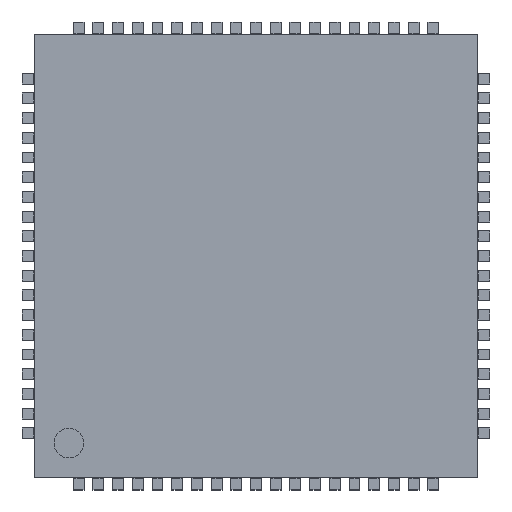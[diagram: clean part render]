
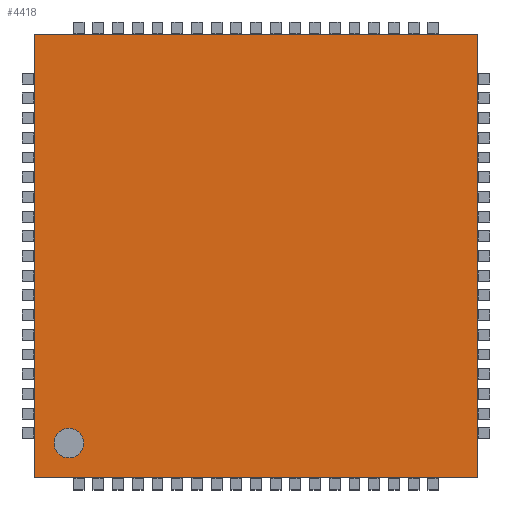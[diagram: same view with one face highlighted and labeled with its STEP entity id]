
A CAD part, top view. The second image highlights one B-rep face of the part: STEP entity #4418.
In plain terms, the highlighted planar face has unit normal (0, 0, 1).
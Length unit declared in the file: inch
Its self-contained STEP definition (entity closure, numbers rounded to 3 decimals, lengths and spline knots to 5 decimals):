
#8 = DIRECTION ( 'NONE',  ( 0., 1., 0. ) ) ;
#989 = CIRCLE ( 'NONE', #3131, 0.01181 ) ;
#1108 = EDGE_CURVE ( 'NONE', #2745, #19835, #14413, .T. ) ;
#1768 = VERTEX_POINT ( 'NONE', #14058 ) ;
#2036 = DIRECTION ( 'NONE',  ( 1., 0., 0. ) ) ;
#2456 = CARTESIAN_POINT ( 'NONE',  ( 0.17717, -0.17717, 0.03843 ) ) ;
#2745 = VERTEX_POINT ( 'NONE', #7441 ) ;
#3131 = AXIS2_PLACEMENT_3D ( 'NONE', #7499, #17641, #11643 ) ;
#3780 = LINE ( 'NONE', #12055, #12503 ) ;
#4411 = CARTESIAN_POINT ( 'NONE',  ( -0.17717, -0.17717, 0.03843 ) ) ;
#4418 = ADVANCED_FACE ( 'NONE', ( #10482, #12606 ), #14475, .T. ) ;
#5590 = AXIS2_PLACEMENT_3D ( 'NONE', #13571, #11573, #17831 ) ;
#5859 = ORIENTED_EDGE ( 'NONE', *, *, #14391, .F. ) ;
#6053 = CARTESIAN_POINT ( 'NONE',  ( 0.17717, -0.17717, 0.03843 ) ) ;
#6489 = EDGE_CURVE ( 'NONE', #19700, #9800, #20069, .T. ) ;
#7314 = ORIENTED_EDGE ( 'NONE', *, *, #20109, .F. ) ;
#7441 = CARTESIAN_POINT ( 'NONE',  ( -0.17717, -0.17717, 0.03843 ) ) ;
#7499 = CARTESIAN_POINT ( 'NONE',  ( -0.14961, -0.14961, 0.03843 ) ) ;
#8472 = CARTESIAN_POINT ( 'NONE',  ( -0.17717, -0.17717, 0.03843 ) ) ;
#9800 = VERTEX_POINT ( 'NONE', #23707 ) ;
#10482 = FACE_OUTER_BOUND ( 'NONE', #22819, .T. ) ;
#11573 = DIRECTION ( 'NONE',  ( 0., 0., 1. ) ) ;
#11643 = DIRECTION ( 'NONE',  ( 1., 0., 0. ) ) ;
#12055 = CARTESIAN_POINT ( 'NONE',  ( -0.17717, 0.17717, 0.03843 ) ) ;
#12503 = VECTOR ( 'NONE', #2036, 39.37008 ) ;
#12606 = FACE_BOUND ( 'NONE', #23243, .T. ) ;
#12884 = VECTOR ( 'NONE', #8, 39.37008 ) ;
#13571 = CARTESIAN_POINT ( 'NONE',  ( -0.14961, -0.14961, 0.03843 ) ) ;
#13762 = LINE ( 'NONE', #20169, #12884 ) ;
#14058 = CARTESIAN_POINT ( 'NONE',  ( 0.17717, 0.17717, 0.03843 ) ) ;
#14344 = DIRECTION ( 'NONE',  ( 1., 0., 0. ) ) ;
#14391 = EDGE_CURVE ( 'NONE', #2745, #21335, #13762, .T. ) ;
#14413 = LINE ( 'NONE', #4411, #25344 ) ;
#14475 = PLANE ( 'NONE',  #15704 ) ;
#15458 = EDGE_CURVE ( 'NONE', #9800, #19700, #989, .T. ) ;
#15702 = ORIENTED_EDGE ( 'NONE', *, *, #6489, .F. ) ;
#15704 = AXIS2_PLACEMENT_3D ( 'NONE', #8472, #22757, #14344 ) ;
#16357 = CARTESIAN_POINT ( 'NONE',  ( -0.1378, -0.14961, 0.03843 ) ) ;
#16429 = DIRECTION ( 'NONE',  ( 1., 0., 0. ) ) ;
#17188 = ORIENTED_EDGE ( 'NONE', *, *, #22416, .T. ) ;
#17641 = DIRECTION ( 'NONE',  ( 0., 0., 1. ) ) ;
#17831 = DIRECTION ( 'NONE',  ( 1., 0., 0. ) ) ;
#18014 = ORIENTED_EDGE ( 'NONE', *, *, #1108, .T. ) ;
#18115 = ORIENTED_EDGE ( 'NONE', *, *, #15458, .F. ) ;
#19700 = VERTEX_POINT ( 'NONE', #16357 ) ;
#19835 = VERTEX_POINT ( 'NONE', #2456 ) ;
#20069 = CIRCLE ( 'NONE', #5590, 0.01181 ) ;
#20109 = EDGE_CURVE ( 'NONE', #21335, #1768, #3780, .T. ) ;
#20169 = CARTESIAN_POINT ( 'NONE',  ( -0.17717, -0.17717, 0.03843 ) ) ;
#21335 = VERTEX_POINT ( 'NONE', #24985 ) ;
#22336 = DIRECTION ( 'NONE',  ( 0., 1., 0. ) ) ;
#22416 = EDGE_CURVE ( 'NONE', #19835, #1768, #24209, .T. ) ;
#22757 = DIRECTION ( 'NONE',  ( 0., 0., 1. ) ) ;
#22819 = EDGE_LOOP ( 'NONE', ( #18014, #17188, #7314, #5859 ) ) ;
#23243 = EDGE_LOOP ( 'NONE', ( #15702, #18115 ) ) ;
#23707 = CARTESIAN_POINT ( 'NONE',  ( -0.16142, -0.14961, 0.03843 ) ) ;
#24098 = VECTOR ( 'NONE', #22336, 39.37008 ) ;
#24209 = LINE ( 'NONE', #6053, #24098 ) ;
#24985 = CARTESIAN_POINT ( 'NONE',  ( -0.17717, 0.17717, 0.03843 ) ) ;
#25344 = VECTOR ( 'NONE', #16429, 39.37008 ) ;
